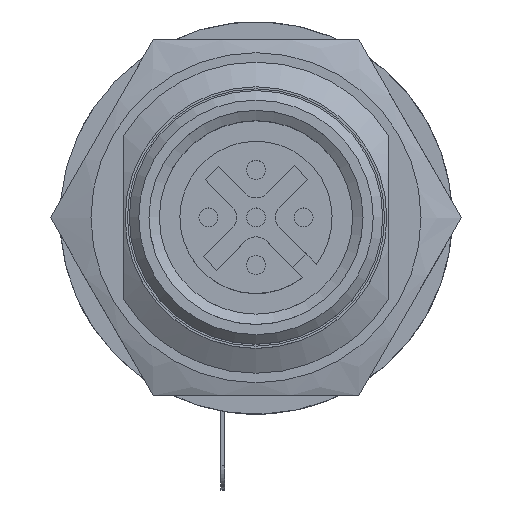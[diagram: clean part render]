
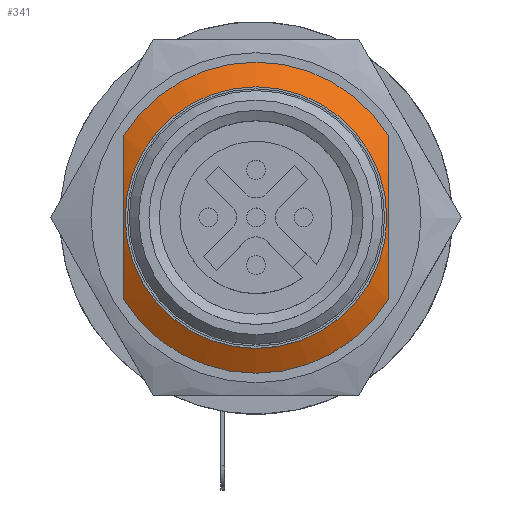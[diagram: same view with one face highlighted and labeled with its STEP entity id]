
A CAD part, top view. The second image highlights one B-rep face of the part: STEP entity #341.
In plain terms, the highlighted conical face has half-angle 60 degrees and reference radius 8.305 mm.
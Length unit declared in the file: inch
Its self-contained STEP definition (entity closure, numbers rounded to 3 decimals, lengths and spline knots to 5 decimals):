
#164 = CARTESIAN_POINT ( 'NONE',  ( 0.278, -0.14403, 0.51853 ) ) ;
#186 = DIRECTION ( 'NONE',  ( 0., 0., -1. ) ) ;
#191 = CARTESIAN_POINT ( 'NONE',  ( 0.278, 0.0588, 0.53547 ) ) ;
#292 = DIRECTION ( 'NONE',  ( -1., 0., 0. ) ) ;
#341 = ADVANCED_FACE ( 'NONE', ( #2978, #3425 ), #2715, .T. ) ;
#452 = VERTEX_POINT ( 'NONE', #831 ) ;
#454 = B_SPLINE_CURVE_WITH_KNOTS ( 'NONE', 3,
 ( #994, #164, #4251, #1813, #4669, #2219, #5076, #2630, #191, #3041, #616, #3454 ),
 .UNSPECIFIED., .F., .F.,
 ( 4, 2, 2, 2, 2, 4 ),
 ( 0.00935, 0.01157, 0.01269, 0.0138, 0.01602, 0.01825 ),
 .UNSPECIFIED. ) ;
#520 = CARTESIAN_POINT ( 'NONE',  ( -0.278, 0.11596, 0.52558 ) ) ;
#538 = EDGE_CURVE ( 'NONE', #452, #4597, #4168, .T. ) ;
#616 = CARTESIAN_POINT ( 'NONE',  ( 0.278, 0.14416, 0.51849 ) ) ;
#831 = CARTESIAN_POINT ( 'NONE',  ( -0.278, 0.1721, 0.51 ) ) ;
#924 = CARTESIAN_POINT ( 'NONE',  ( -0.278, 0.02983, 0.53825 ) ) ;
#994 = CARTESIAN_POINT ( 'NONE',  ( 0.278, -0.1721, 0.51 ) ) ;
#1107 = DIRECTION ( 'NONE',  ( 0., 0., -1. ) ) ;
#1112 = AXIS2_PLACEMENT_3D ( 'NONE', #3547, #1107, #292 ) ;
#1260 = EDGE_CURVE ( 'NONE', #4569, #4569, #3795, .T. ) ;
#1343 = CARTESIAN_POINT ( 'NONE',  ( -0.278, -0.02909, 0.53761 ) ) ;
#1354 = DIRECTION ( 'NONE',  ( 0., 0., -1. ) ) ;
#1754 = CARTESIAN_POINT ( 'NONE',  ( -0.278, -0.07265, 0.53307 ) ) ;
#1764 = EDGE_LOOP ( 'NONE', ( #5149, #5042, #4850, #2415 ) ) ;
#1803 = CARTESIAN_POINT ( 'NONE',  ( 0.278, 0.1721, 0.51 ) ) ;
#1813 = CARTESIAN_POINT ( 'NONE',  ( 0.278, -0.07265, 0.53307 ) ) ;
#1826 = ORIENTED_EDGE ( 'NONE', *, *, #1260, .T. ) ;
#1829 = CARTESIAN_POINT ( 'NONE',  ( 0., 0., 0.51 ) ) ;
#1949 = AXIS2_PLACEMENT_3D ( 'NONE', #1829, #4682, #2235 ) ;
#2152 = CARTESIAN_POINT ( 'NONE',  ( -0.278, -0.14403, 0.51853 ) ) ;
#2219 = CARTESIAN_POINT ( 'NONE',  ( 0.278, -0.02909, 0.53761 ) ) ;
#2235 = DIRECTION ( 'NONE',  ( -1., 0., 0. ) ) ;
#2283 = VERTEX_POINT ( 'NONE', #1803 ) ;
#2415 = ORIENTED_EDGE ( 'NONE', *, *, #4604, .T. ) ;
#2548 = CARTESIAN_POINT ( 'NONE',  ( -0.278, 0.1721, 0.51 ) ) ;
#2625 = DIRECTION ( 'NONE',  ( -1., 0., 0. ) ) ;
#2630 = CARTESIAN_POINT ( 'NONE',  ( 0.278, 0.02983, 0.53825 ) ) ;
#2673 = CARTESIAN_POINT ( 'NONE',  ( -0.275, 0., 0.54 ) ) ;
#2715 = CONICAL_SURFACE ( 'NONE', #1112, 0.32696, 1.047 ) ;
#2971 = AXIS2_PLACEMENT_3D ( 'NONE', #3792, #1354, #4194 ) ;
#2978 = FACE_BOUND ( 'NONE', #4900, .T. ) ;
#3033 = CARTESIAN_POINT ( 'NONE',  ( 0., 0., 0.54 ) ) ;
#3041 = CARTESIAN_POINT ( 'NONE',  ( 0.278, 0.11596, 0.52558 ) ) ;
#3268 = EDGE_CURVE ( 'NONE', #452, #2283, #3730, .T. ) ;
#3377 = CARTESIAN_POINT ( 'NONE',  ( -0.278, 0.0588, 0.53547 ) ) ;
#3425 = FACE_OUTER_BOUND ( 'NONE', #1764, .T. ) ;
#3454 = CARTESIAN_POINT ( 'NONE',  ( 0.278, 0.1721, 0.51 ) ) ;
#3547 = CARTESIAN_POINT ( 'NONE',  ( 0., 0., 0.51 ) ) ;
#3730 = CIRCLE ( 'NONE', #2971, 0.32696 ) ;
#3782 = CARTESIAN_POINT ( 'NONE',  ( -0.278, -0.01437, 0.53828 ) ) ;
#3792 = CARTESIAN_POINT ( 'NONE',  ( 0., 0., 0.51 ) ) ;
#3795 = CIRCLE ( 'NONE', #4958, 0.275 ) ;
#3802 = CARTESIAN_POINT ( 'NONE',  ( -0.278, -0.1721, 0.51 ) ) ;
#4168 = B_SPLINE_CURVE_WITH_KNOTS ( 'NONE', 3,
 ( #2548, #4989, #520, #3377, #924, #3782, #1343, #4182, #1754, #4594, #2152, #5013 ),
 .UNSPECIFIED., .F., .F.,
 ( 4, 2, 2, 2, 2, 4 ),
 ( 0.02388, 0.0261, 0.02831, 0.02941, 0.03052, 0.03273 ),
 .UNSPECIFIED. ) ;
#4182 = CARTESIAN_POINT ( 'NONE',  ( -0.278, -0.05821, 0.535 ) ) ;
#4194 = DIRECTION ( 'NONE',  ( -1., 0., 0. ) ) ;
#4251 = CARTESIAN_POINT ( 'NONE',  ( 0.278, -0.11571, 0.52564 ) ) ;
#4569 = VERTEX_POINT ( 'NONE', #2673 ) ;
#4594 = CARTESIAN_POINT ( 'NONE',  ( -0.278, -0.11571, 0.52564 ) ) ;
#4597 = VERTEX_POINT ( 'NONE', #3802 ) ;
#4604 = EDGE_CURVE ( 'NONE', #5271, #2283, #454, .T. ) ;
#4627 = EDGE_CURVE ( 'NONE', #5271, #4597, #5129, .T. ) ;
#4664 = CARTESIAN_POINT ( 'NONE',  ( 0.278, -0.1721, 0.51 ) ) ;
#4669 = CARTESIAN_POINT ( 'NONE',  ( 0.278, -0.05821, 0.535 ) ) ;
#4682 = DIRECTION ( 'NONE',  ( 0., 0., -1. ) ) ;
#4850 = ORIENTED_EDGE ( 'NONE', *, *, #4627, .F. ) ;
#4900 = EDGE_LOOP ( 'NONE', ( #1826 ) ) ;
#4958 = AXIS2_PLACEMENT_3D ( 'NONE', #3033, #186, #2625 ) ;
#4989 = CARTESIAN_POINT ( 'NONE',  ( -0.278, 0.14416, 0.51849 ) ) ;
#5013 = CARTESIAN_POINT ( 'NONE',  ( -0.278, -0.1721, 0.51 ) ) ;
#5042 = ORIENTED_EDGE ( 'NONE', *, *, #538, .T. ) ;
#5076 = CARTESIAN_POINT ( 'NONE',  ( 0.278, -0.01437, 0.53828 ) ) ;
#5129 = CIRCLE ( 'NONE', #1949, 0.32696 ) ;
#5149 = ORIENTED_EDGE ( 'NONE', *, *, #3268, .F. ) ;
#5271 = VERTEX_POINT ( 'NONE', #4664 ) ;
